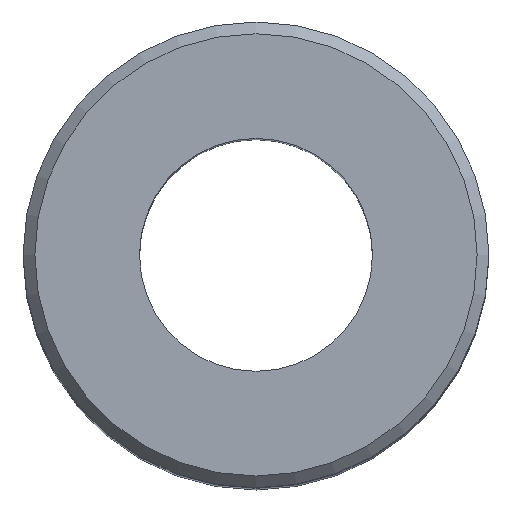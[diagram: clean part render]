
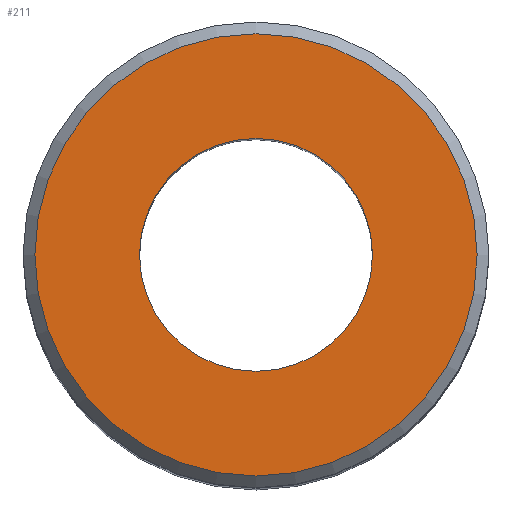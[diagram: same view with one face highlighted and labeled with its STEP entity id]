
A CAD part, top view. The second image highlights one B-rep face of the part: STEP entity #211.
In plain terms, the highlighted planar face has unit normal (0, 0, 1).
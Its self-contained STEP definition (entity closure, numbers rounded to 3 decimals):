
#27=PLANE('',#245);
#35=ORIENTED_EDGE('',*,*,#73,.T.);
#36=ORIENTED_EDGE('',*,*,#71,.F.);
#71=EDGE_CURVE('',#90,#90,#109,.T.);
#73=EDGE_CURVE('',#92,#92,#111,.T.);
#90=VERTEX_POINT('',#361);
#92=VERTEX_POINT('',#366);
#109=CIRCLE('',#243,6.646);
#111=CIRCLE('',#246,3.5);
#130=EDGE_LOOP('',(#35));
#131=EDGE_LOOP('',(#36));
#168=FACE_BOUND('',#130,.T.);
#169=FACE_BOUND('',#131,.T.);
#211=ADVANCED_FACE('',(#168,#169),#27,.T.);
#243=AXIS2_PLACEMENT_3D('',#360,#284,#285);
#245=AXIS2_PLACEMENT_3D('',#364,#288,#289);
#246=AXIS2_PLACEMENT_3D('',#365,#290,#291);
#284=DIRECTION('',(0.,0.,-1.));
#285=DIRECTION('',(-1.,0.,0.));
#288=DIRECTION('',(0.,0.,1.));
#289=DIRECTION('',(1.,0.,0.));
#290=DIRECTION('',(0.,0.,-1.));
#291=DIRECTION('',(-1.,0.,0.));
#360=CARTESIAN_POINT('',(0.,0.,38.5));
#361=CARTESIAN_POINT('',(-6.646,0.,38.5));
#364=CARTESIAN_POINT('',(0.,6.646,38.5));
#365=CARTESIAN_POINT('',(0.,0.,38.5));
#366=CARTESIAN_POINT('',(-3.5,0.,38.5));
